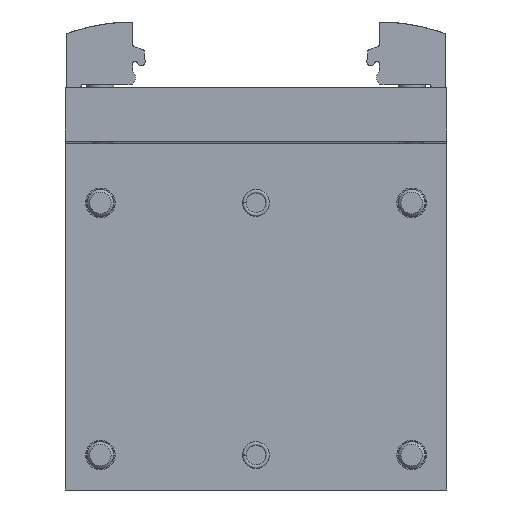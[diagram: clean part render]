
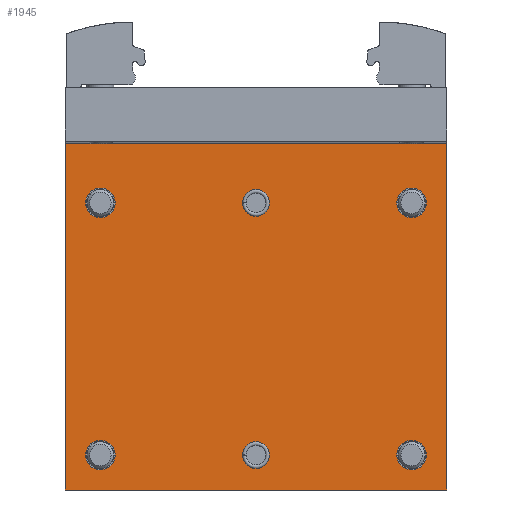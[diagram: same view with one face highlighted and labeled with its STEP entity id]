
A CAD part, front view. The second image highlights one B-rep face of the part: STEP entity #1945.
In plain terms, the highlighted planar face has unit normal (0, -1, 0).
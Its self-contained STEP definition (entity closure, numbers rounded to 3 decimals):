
#99=PLANE('',#2124);
#167=CIRCLE('',#2125,2.5);
#168=CIRCLE('',#2126,2.5);
#169=CIRCLE('',#2127,2.75);
#170=CIRCLE('',#2128,2.75);
#171=CIRCLE('',#2129,2.75);
#172=CIRCLE('',#2130,2.75);
#281=LINE('',#3046,#424);
#282=LINE('',#3062,#425);
#283=LINE('',#3064,#426);
#284=LINE('',#3066,#427);
#424=VECTOR('',#2400,1000.);
#425=VECTOR('',#2417,1000.);
#426=VECTOR('',#2418,1000.);
#427=VECTOR('',#2419,1000.);
#585=ORIENTED_EDGE('',*,*,#1120,.F.);
#586=ORIENTED_EDGE('',*,*,#1121,.F.);
#587=ORIENTED_EDGE('',*,*,#1122,.F.);
#588=ORIENTED_EDGE('',*,*,#1123,.F.);
#589=ORIENTED_EDGE('',*,*,#1124,.F.);
#590=ORIENTED_EDGE('',*,*,#1125,.F.);
#591=ORIENTED_EDGE('',*,*,#1126,.T.);
#592=ORIENTED_EDGE('',*,*,#1127,.F.);
#593=ORIENTED_EDGE('',*,*,#1128,.F.);
#594=ORIENTED_EDGE('',*,*,#1118,.T.);
#1118=EDGE_CURVE('',#1385,#1384,#281,.T.);
#1120=EDGE_CURVE('',#1386,#1386,#167,.T.);
#1121=EDGE_CURVE('',#1387,#1387,#168,.T.);
#1122=EDGE_CURVE('',#1388,#1388,#169,.T.);
#1123=EDGE_CURVE('',#1389,#1389,#170,.T.);
#1124=EDGE_CURVE('',#1390,#1390,#171,.T.);
#1125=EDGE_CURVE('',#1391,#1391,#172,.T.);
#1126=EDGE_CURVE('',#1384,#1392,#282,.T.);
#1127=EDGE_CURVE('',#1393,#1392,#283,.T.);
#1128=EDGE_CURVE('',#1385,#1393,#284,.T.);
#1384=VERTEX_POINT('',#3045);
#1385=VERTEX_POINT('',#3047);
#1386=VERTEX_POINT('',#3051);
#1387=VERTEX_POINT('',#3053);
#1388=VERTEX_POINT('',#3055);
#1389=VERTEX_POINT('',#3057);
#1390=VERTEX_POINT('',#3059);
#1391=VERTEX_POINT('',#3061);
#1392=VERTEX_POINT('',#3063);
#1393=VERTEX_POINT('',#3065);
#1573=EDGE_LOOP('',(#585));
#1574=EDGE_LOOP('',(#586));
#1575=EDGE_LOOP('',(#587));
#1576=EDGE_LOOP('',(#588));
#1577=EDGE_LOOP('',(#589));
#1578=EDGE_LOOP('',(#590));
#1579=EDGE_LOOP('',(#591,#592,#593,#594));
#1740=FACE_BOUND('',#1573,.T.);
#1741=FACE_BOUND('',#1574,.T.);
#1742=FACE_BOUND('',#1575,.T.);
#1743=FACE_BOUND('',#1576,.T.);
#1744=FACE_BOUND('',#1577,.T.);
#1745=FACE_BOUND('',#1578,.T.);
#1746=FACE_BOUND('',#1579,.T.);
#1945=ADVANCED_FACE('',(#1740,#1741,#1742,#1743,#1744,#1745,#1746),#99,
 .F.);
#2124=AXIS2_PLACEMENT_3D('',#3049,#2403,#2404);
#2125=AXIS2_PLACEMENT_3D('',#3050,#2405,#2406);
#2126=AXIS2_PLACEMENT_3D('',#3052,#2407,#2408);
#2127=AXIS2_PLACEMENT_3D('',#3054,#2409,#2410);
#2128=AXIS2_PLACEMENT_3D('',#3056,#2411,#2412);
#2129=AXIS2_PLACEMENT_3D('',#3058,#2413,#2414);
#2130=AXIS2_PLACEMENT_3D('',#3060,#2415,#2416);
#2400=DIRECTION('',(-1.,0.,0.));
#2403=DIRECTION('',(0.,1.,0.));
#2404=DIRECTION('',(0.,0.,1.));
#2405=DIRECTION('',(0.,-1.,0.));
#2406=DIRECTION('',(0.,0.,-1.));
#2407=DIRECTION('',(0.,-1.,0.));
#2408=DIRECTION('',(0.,0.,-1.));
#2409=DIRECTION('',(0.,-1.,0.));
#2410=DIRECTION('',(0.,0.,-1.));
#2411=DIRECTION('',(0.,-1.,0.));
#2412=DIRECTION('',(0.,0.,-1.));
#2413=DIRECTION('',(0.,-1.,0.));
#2414=DIRECTION('',(0.,0.,-1.));
#2415=DIRECTION('',(0.,-1.,0.));
#2416=DIRECTION('',(0.,0.,-1.));
#2417=DIRECTION('',(0.,0.,-1.));
#2418=DIRECTION('',(-1.,0.,0.));
#2419=DIRECTION('',(0.,0.,-1.));
#3045=CARTESIAN_POINT('',(-35.5,-5.5,-10.5));
#3046=CARTESIAN_POINT('',(35.5,-5.5,-10.5));
#3047=CARTESIAN_POINT('',(35.5,-5.5,-10.5));
#3049=CARTESIAN_POINT('',(35.5,-5.5,-10.5));
#3050=CARTESIAN_POINT('',(0.,-5.5,-68.5));
#3051=CARTESIAN_POINT('',(0.,-5.5,-71.));
#3052=CARTESIAN_POINT('',(0.,-5.5,-21.5));
#3053=CARTESIAN_POINT('',(0.,-5.5,-24.));
#3054=CARTESIAN_POINT('',(-29.,-5.5,-68.5));
#3055=CARTESIAN_POINT('',(-29.,-5.5,-71.25));
#3056=CARTESIAN_POINT('',(-29.,-5.5,-21.5));
#3057=CARTESIAN_POINT('',(-29.,-5.5,-24.25));
#3058=CARTESIAN_POINT('',(29.,-5.5,-68.5));
#3059=CARTESIAN_POINT('',(29.,-5.5,-71.25));
#3060=CARTESIAN_POINT('',(29.,-5.5,-21.5));
#3061=CARTESIAN_POINT('',(29.,-5.5,-24.25));
#3062=CARTESIAN_POINT('',(-35.5,-5.5,-10.5));
#3063=CARTESIAN_POINT('',(-35.5,-5.5,-75.));
#3064=CARTESIAN_POINT('',(35.5,-5.5,-75.));
#3065=CARTESIAN_POINT('',(35.5,-5.5,-75.));
#3066=CARTESIAN_POINT('',(35.5,-5.5,-10.5));
